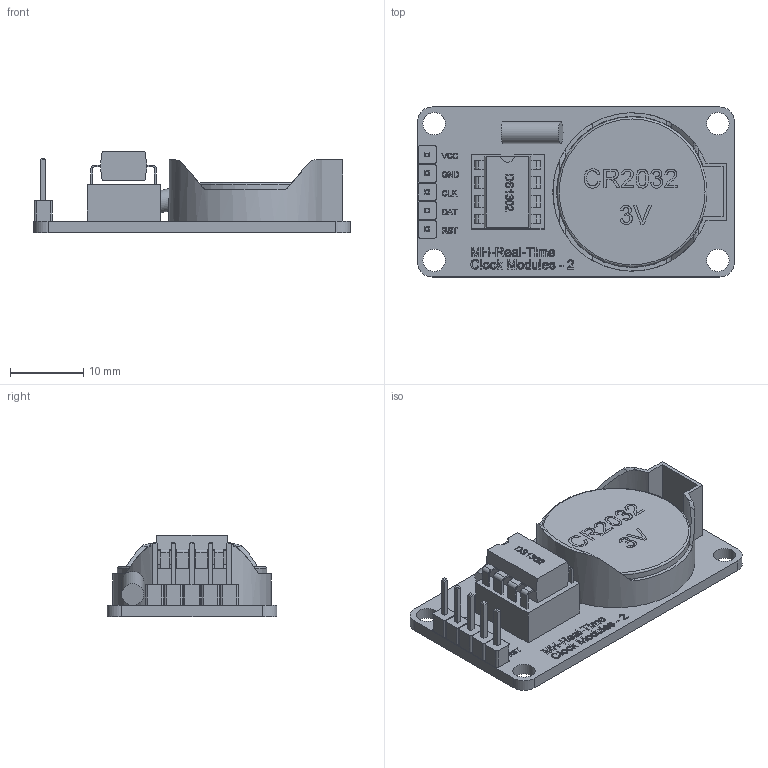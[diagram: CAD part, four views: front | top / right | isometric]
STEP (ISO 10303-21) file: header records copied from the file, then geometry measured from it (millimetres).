
FILE_DESCRIPTION(/* description */ (''),/* implementation_level */ '2;1');
FILE_NAME(/* name */ 'RTC DS1302 real time clock v1.step',/* time_stamp */ '2025-06-11T22:32:06+08:00',/* author */ (''),/* organization */ (''),/* preprocessor_version */ 'ST-DEVELOPER v20.1',/* originating_system */ 'Autodesk Translation Framework v14.10.0.0',/* authorisation */ '');
FILE_SCHEMA (('AUTOMOTIVE_DESIGN { 1 0 10303 214 3 1 1 }'));
Products named in the file (1): RTC DS1302 real time clock
Bounding box: 43.19 x 23.17 x 11.16 mm (x, y, z)
Volume: 4385.7 mm3; surface area: 4298.6 mm2
Topology: 2 solids, 2 shells, 947 faces, 2540 edges, 1676 vertices
Faces by surface type: plane 540, bspline 348, cylinder 58, torus 1
Full cylindrical faces by diameter (mm): 3 x1, 3.04 x4, 20.39 x1
Entity records: 48297 total; most frequent: CARTESIAN_POINT 26628, ORIENTED_EDGE 5080, DIRECTION 3147, EDGE_CURVE 2540, LINE 1709, VECTOR 1709, VERTEX_POINT 1676, EDGE_LOOP 1048
